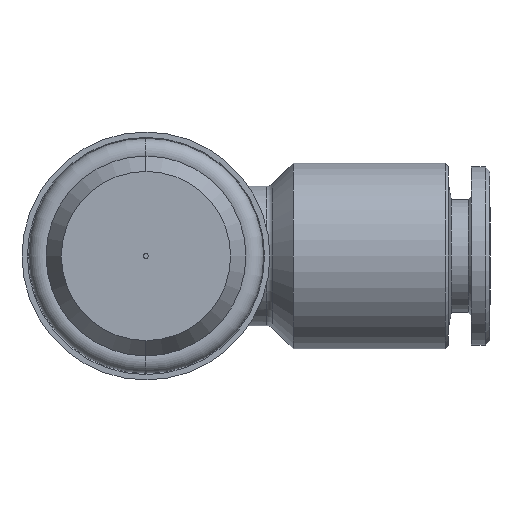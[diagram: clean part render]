
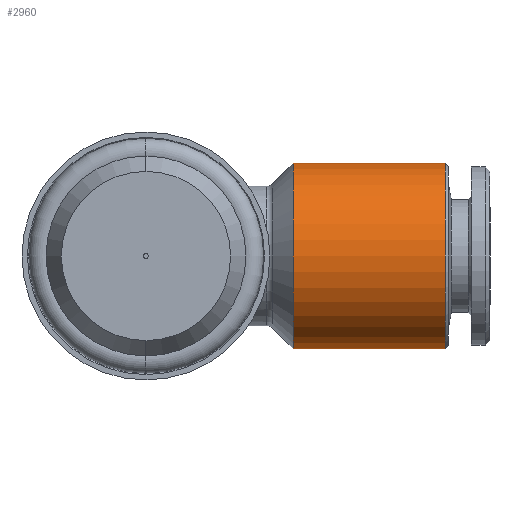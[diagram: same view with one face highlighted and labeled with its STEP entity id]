
A CAD part, front view. The second image highlights one B-rep face of the part: STEP entity #2960.
In plain terms, the highlighted cylindrical face has radius 6 mm (diameter 12 mm), a partial arc.
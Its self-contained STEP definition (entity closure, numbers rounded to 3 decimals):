
#234 = FACE_OUTER_BOUND ( 'NONE', #2908, .T. ) ;
#254 = CYLINDRICAL_SURFACE ( 'NONE', #278, 6. ) ;
#266 = CARTESIAN_POINT ( 'NONE',  ( 9.5, 22.7, -6. ) ) ;
#268 = DIRECTION ( 'NONE',  ( -1., 0., 0. ) ) ;
#277 = DIRECTION ( 'NONE',  ( 0., 0., 1. ) ) ;
#278 = AXIS2_PLACEMENT_3D ( 'NONE', #291, #268, #277 ) ;
#281 = CARTESIAN_POINT ( 'NONE',  ( 9.5, 22.7, 6. ) ) ;
#291 = CARTESIAN_POINT ( 'NONE',  ( -1.137, 22.7, 0. ) ) ;
#340 = DIRECTION ( 'NONE',  ( 0., 0., -1. ) ) ;
#341 = DIRECTION ( 'NONE',  ( 1., 0., 0. ) ) ;
#342 = CARTESIAN_POINT ( 'NONE',  ( 9.5, 22.7, 0. ) ) ;
#388 = CIRCLE ( 'NONE', #456, 6. ) ;
#398 = AXIS2_PLACEMENT_3D ( 'NONE', #342, #341, #340 ) ;
#399 = CIRCLE ( 'NONE', #398, 6. ) ;
#453 = DIRECTION ( 'NONE',  ( 0., 0., 1. ) ) ;
#454 = DIRECTION ( 'NONE',  ( -1., 0., 0. ) ) ;
#455 = CARTESIAN_POINT ( 'NONE',  ( 19.3, 22.7, 0. ) ) ;
#456 = AXIS2_PLACEMENT_3D ( 'NONE', #455, #454, #453 ) ;
#1707 = CARTESIAN_POINT ( 'NONE',  ( 19.3, 22.7, -6. ) ) ;
#1957 = LINE ( 'NONE', #1992, #1991 ) ;
#1972 = CARTESIAN_POINT ( 'NONE',  ( -1.137, 22.7, -6. ) ) ;
#1973 = LINE ( 'NONE', #1972, #1989 ) ;
#1988 = DIRECTION ( 'NONE',  ( -1., 0., 0. ) ) ;
#1989 = VECTOR ( 'NONE', #1988, 1000. ) ;
#1990 = DIRECTION ( 'NONE',  ( -1., 0., 0. ) ) ;
#1991 = VECTOR ( 'NONE', #1990, 1000. ) ;
#1992 = CARTESIAN_POINT ( 'NONE',  ( -1.137, 22.7, 6. ) ) ;
#2055 = CARTESIAN_POINT ( 'NONE',  ( 19.3, 22.7, 6. ) ) ;
#2874 = EDGE_CURVE ( 'NONE', #2985, #2982, #399, .T. ) ;
#2888 = ORIENTED_EDGE ( 'NONE', *, *, #2874, .T. ) ;
#2907 = EDGE_CURVE ( 'NONE', #3280, #3462, #388, .T. ) ;
#2908 = EDGE_LOOP ( 'NONE', ( #2959, #2958, #2948, #2888 ) ) ;
#2948 = ORIENTED_EDGE ( 'NONE', *, *, #3419, .T. ) ;
#2958 = ORIENTED_EDGE ( 'NONE', *, *, #2907, .T. ) ;
#2959 = ORIENTED_EDGE ( 'NONE', *, *, #3422, .F. ) ;
#2960 = ADVANCED_FACE ( 'NONE', ( #234 ), #254, .T. ) ;
#2982 = VERTEX_POINT ( 'NONE', #266 ) ;
#2985 = VERTEX_POINT ( 'NONE', #281 ) ;
#3280 = VERTEX_POINT ( 'NONE', #1707 ) ;
#3419 = EDGE_CURVE ( 'NONE', #3462, #2985, #1957, .T. ) ;
#3422 = EDGE_CURVE ( 'NONE', #3280, #2982, #1973, .T. ) ;
#3462 = VERTEX_POINT ( 'NONE', #2055 ) ;
